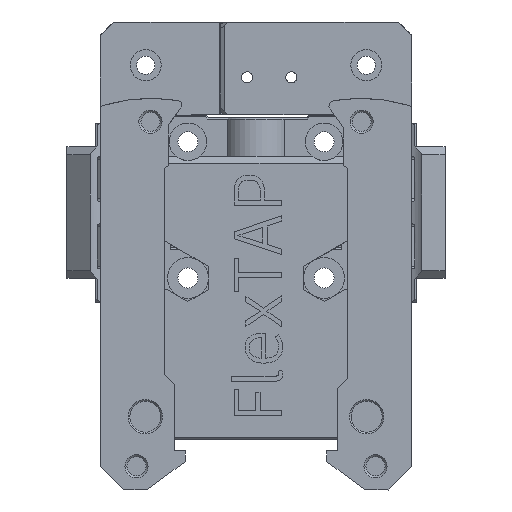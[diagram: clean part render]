
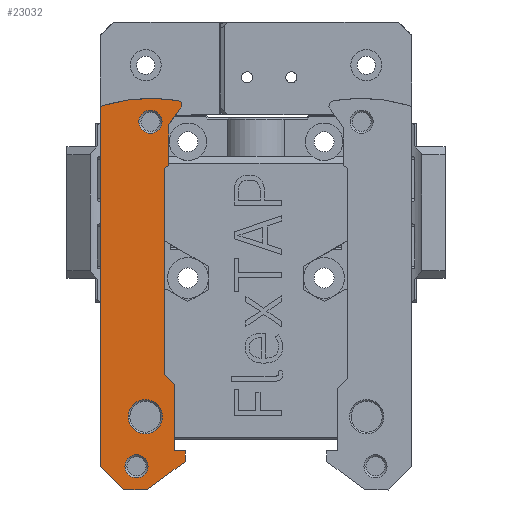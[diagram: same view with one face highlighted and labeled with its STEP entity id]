
A CAD part, front view. The second image highlights one B-rep face of the part: STEP entity #23032.
In plain terms, the highlighted planar face has unit normal (0, -1, 0).
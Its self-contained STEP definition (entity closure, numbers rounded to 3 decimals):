
#226=FACE_BOUND('',#3005,.T.);
#227=FACE_BOUND('',#3006,.T.);
#228=FACE_BOUND('',#3007,.T.);
#721=CIRCLE('',#24650,1.7);
#723=CIRCLE('',#24654,23.723);
#724=CIRCLE('',#24656,1.);
#725=CIRCLE('',#24665,2.5);
#726=CIRCLE('',#24667,1.7);
#1726=FACE_OUTER_BOUND('',#3004,.T.);
#3004=EDGE_LOOP('',(#17340,#17341,#17342,#17343,#17344,#17345,#17346,#17347,
#17348,#17349,#17350,#17351,#17352,#17353,#17354,#17355,#17356));
#3005=EDGE_LOOP('',(#17357));
#3006=EDGE_LOOP('',(#17358));
#3007=EDGE_LOOP('',(#17359));
#4470=LINE('',#35414,#7120);
#4501=LINE('',#35502,#7151);
#4681=LINE('',#36032,#7331);
#4685=LINE('',#36045,#7335);
#4689=LINE('',#36053,#7339);
#4694=LINE('',#36063,#7344);
#4696=LINE('',#36067,#7346);
#4698=LINE('',#36071,#7348);
#4700=LINE('',#36074,#7350);
#4702=LINE('',#36077,#7352);
#4723=LINE('',#36127,#7373);
#4726=LINE('',#36132,#7376);
#4734=LINE('',#36157,#7384);
#4743=LINE('',#36175,#7393);
#4744=LINE('',#36177,#7394);
#7120=VECTOR('',#27426,10.);
#7151=VECTOR('',#27497,10.);
#7331=VECTOR('',#27983,10.);
#7335=VECTOR('',#27999,10.);
#7339=VECTOR('',#28005,10.);
#7344=VECTOR('',#28012,10.);
#7346=VECTOR('',#28016,10.);
#7348=VECTOR('',#28020,10.);
#7350=VECTOR('',#28024,10.);
#7352=VECTOR('',#28028,10.);
#7373=VECTOR('',#28067,10.);
#7376=VECTOR('',#28072,10.);
#7384=VECTOR('',#28110,10.);
#7393=VECTOR('',#28137,10.);
#7394=VECTOR('',#28140,10.);
#9808=VERTEX_POINT('',#35411);
#9809=VERTEX_POINT('',#35413);
#9839=VERTEX_POINT('',#35499);
#9840=VERTEX_POINT('',#35501);
#9993=VERTEX_POINT('',#36022);
#9996=VERTEX_POINT('',#36029);
#9997=VERTEX_POINT('',#36031);
#9998=VERTEX_POINT('',#36036);
#9999=VERTEX_POINT('',#36040);
#10000=VERTEX_POINT('',#36044);
#10002=VERTEX_POINT('',#36050);
#10003=VERTEX_POINT('',#36052);
#10006=VERTEX_POINT('',#36060);
#10007=VERTEX_POINT('',#36062);
#10008=VERTEX_POINT('',#36066);
#10009=VERTEX_POINT('',#36070);
#10010=VERTEX_POINT('',#36079);
#10011=VERTEX_POINT('',#36083);
#10028=VERTEX_POINT('',#36124);
#10029=VERTEX_POINT('',#36126);
#12322=EDGE_CURVE('',#9808,#9809,#4470,.T.);
#12365=EDGE_CURVE('',#9839,#9840,#4501,.T.);
#12604=EDGE_CURVE('',#9993,#9993,#721,.T.);
#12608=EDGE_CURVE('',#9997,#9996,#4681,.T.);
#12611=EDGE_CURVE('',#9998,#9997,#723,.T.);
#12613=EDGE_CURVE('',#9998,#9999,#724,.T.);
#12615=EDGE_CURVE('',#9999,#10000,#4685,.T.);
#12619=EDGE_CURVE('',#10002,#10003,#4689,.T.);
#12624=EDGE_CURVE('',#10006,#10007,#4694,.T.);
#12626=EDGE_CURVE('',#10007,#10008,#4696,.T.);
#12628=EDGE_CURVE('',#10008,#10009,#4698,.T.);
#12630=EDGE_CURVE('',#10009,#9839,#4700,.T.);
#12632=EDGE_CURVE('',#9996,#9840,#4702,.T.);
#12634=EDGE_CURVE('',#10010,#10010,#725,.T.);
#12635=EDGE_CURVE('',#10011,#10011,#726,.T.);
#12656=EDGE_CURVE('',#10028,#10029,#4723,.T.);
#12659=EDGE_CURVE('',#10000,#10028,#4726,.T.);
#12673=EDGE_CURVE('',#10003,#10006,#4734,.T.);
#12682=EDGE_CURVE('',#9809,#10002,#4743,.T.);
#12683=EDGE_CURVE('',#10029,#9808,#4744,.T.);
#17340=ORIENTED_EDGE('',*,*,#12632,.T.);
#17341=ORIENTED_EDGE('',*,*,#12365,.F.);
#17342=ORIENTED_EDGE('',*,*,#12630,.F.);
#17343=ORIENTED_EDGE('',*,*,#12628,.F.);
#17344=ORIENTED_EDGE('',*,*,#12626,.F.);
#17345=ORIENTED_EDGE('',*,*,#12624,.F.);
#17346=ORIENTED_EDGE('',*,*,#12673,.F.);
#17347=ORIENTED_EDGE('',*,*,#12619,.F.);
#17348=ORIENTED_EDGE('',*,*,#12682,.F.);
#17349=ORIENTED_EDGE('',*,*,#12322,.F.);
#17350=ORIENTED_EDGE('',*,*,#12683,.F.);
#17351=ORIENTED_EDGE('',*,*,#12656,.F.);
#17352=ORIENTED_EDGE('',*,*,#12659,.F.);
#17353=ORIENTED_EDGE('',*,*,#12615,.F.);
#17354=ORIENTED_EDGE('',*,*,#12613,.F.);
#17355=ORIENTED_EDGE('',*,*,#12611,.T.);
#17356=ORIENTED_EDGE('',*,*,#12608,.T.);
#17357=ORIENTED_EDGE('',*,*,#12635,.F.);
#17358=ORIENTED_EDGE('',*,*,#12634,.T.);
#17359=ORIENTED_EDGE('',*,*,#12604,.F.);
#21925=PLANE('',#24698);
#23032=ADVANCED_FACE('',(#1726,#226,#227,#228),#21925,.T.);
#24650=AXIS2_PLACEMENT_3D('',#36023,#27976,#27977);
#24654=AXIS2_PLACEMENT_3D('',#36037,#27989,#27990);
#24656=AXIS2_PLACEMENT_3D('',#36041,#27994,#27995);
#24665=AXIS2_PLACEMENT_3D('',#36081,#28032,#28033);
#24667=AXIS2_PLACEMENT_3D('',#36084,#28036,#28037);
#24698=AXIS2_PLACEMENT_3D('',#36176,#28138,#28139);
#27426=DIRECTION('',(0.,0.,-1.));
#27497=DIRECTION('',(0.,0.,1.));
#27976=DIRECTION('center_axis',(0.,-1.,0.));
#27977=DIRECTION('ref_axis',(0.,0.,1.));
#27983=DIRECTION('',(-0.954,0.,-0.3));
#27989=DIRECTION('center_axis',(0.,-1.,0.));
#27990=DIRECTION('ref_axis',(-0.3,0.,0.954));
#27994=DIRECTION('center_axis',(0.,1.,0.));
#27995=DIRECTION('ref_axis',(0.163,0.,0.987));
#27999=DIRECTION('',(0.,0.,-1.));
#28005=DIRECTION('',(0.,0.,-1.));
#28012=DIRECTION('',(0.,0.,-1.));
#28016=DIRECTION('',(-0.806,0.,-0.592));
#28020=DIRECTION('',(-1.,0.,0.));
#28024=DIRECTION('',(-0.707,0.,0.707));
#28028=DIRECTION('',(-0.588,0.,-0.809));
#28032=DIRECTION('center_axis',(0.,1.,0.));
#28033=DIRECTION('ref_axis',(-1.,0.,0.));
#28036=DIRECTION('center_axis',(0.,-1.,0.));
#28037=DIRECTION('ref_axis',(0.,0.,1.));
#28067=DIRECTION('',(0.,0.,-1.));
#28072=DIRECTION('',(-0.574,0.,-0.819));
#28110=DIRECTION('',(1.,0.,0.));
#28137=DIRECTION('',(0.707,0.,-0.707));
#28138=DIRECTION('center_axis',(0.,-1.,0.));
#28139=DIRECTION('ref_axis',(0.,0.,-1.));
#28140=DIRECTION('',(-0.86,0.,-0.511));
#35411=CARTESIAN_POINT('',(-13.5,11.842,55.3));
#35413=CARTESIAN_POINT('',(-13.5,11.842,24.994));
#35414=CARTESIAN_POINT('',(-13.5,11.842,36.028));
#35499=CARTESIAN_POINT('',(-22.896,11.842,11.496));
#35501=CARTESIAN_POINT('',(-22.896,11.842,63.958));
#35502=CARTESIAN_POINT('',(-22.896,11.842,21.084));
#36022=CARTESIAN_POINT('',(-17.548,11.842,9.84));
#36023=CARTESIAN_POINT('Origin',(-17.548,11.842,11.54));
#36029=CARTESIAN_POINT('',(-22.516,11.842,64.481));
#36031=CARTESIAN_POINT('',(-22.506,11.842,64.485));
#36032=CARTESIAN_POINT('',(-26.675,11.842,63.174));
#36036=CARTESIAN_POINT('',(-11.533,11.842,65.258));
#36037=CARTESIAN_POINT('Origin',(-15.396,11.842,41.852));
#36040=CARTESIAN_POINT('',(-10.895,11.842,64.87));
#36041=CARTESIAN_POINT('Origin',(-11.696,11.842,64.272));
#36044=CARTESIAN_POINT('',(-10.895,11.842,64.451));
#36045=CARTESIAN_POINT('',(-10.895,11.842,63.298));
#36050=CARTESIAN_POINT('',(-12.,11.842,23.494));
#36052=CARTESIAN_POINT('',(-12.,11.842,13.828));
#36053=CARTESIAN_POINT('',(-12.,11.842,16.878));
#36060=CARTESIAN_POINT('',(-10.4,11.842,13.828));
#36062=CARTESIAN_POINT('',(-10.4,11.842,12.224));
#36063=CARTESIAN_POINT('',(-10.4,11.842,14.482));
#36066=CARTESIAN_POINT('',(-16.077,11.842,8.053));
#36067=CARTESIAN_POINT('',(-14.189,11.842,9.44));
#36070=CARTESIAN_POINT('',(-19.453,11.842,8.053));
#36071=CARTESIAN_POINT('',(-18.051,11.842,8.053));
#36074=CARTESIAN_POINT('',(-22.645,11.842,11.245));
#36077=CARTESIAN_POINT('',(-33.046,11.842,50.002));
#36079=CARTESIAN_POINT('',(-13.746,11.842,18.812));
#36081=CARTESIAN_POINT('Origin',(-16.246,11.842,18.812));
#36083=CARTESIAN_POINT('',(-15.496,11.842,60.412));
#36084=CARTESIAN_POINT('Origin',(-15.496,11.842,62.112));
#36124=CARTESIAN_POINT('',(-12.837,11.842,61.678));
#36126=CARTESIAN_POINT('',(-12.835,11.842,55.695));
#36127=CARTESIAN_POINT('',(-12.836,11.842,60.664));
#36132=CARTESIAN_POINT('',(-12.622,11.842,61.985));
#36157=CARTESIAN_POINT('',(-13.524,11.842,13.828));
#36175=CARTESIAN_POINT('',(-12.882,11.842,24.376));
#36176=CARTESIAN_POINT('Origin',(-16.648,11.842,16.74));
#36177=CARTESIAN_POINT('',(-22.364,11.842,50.032));
